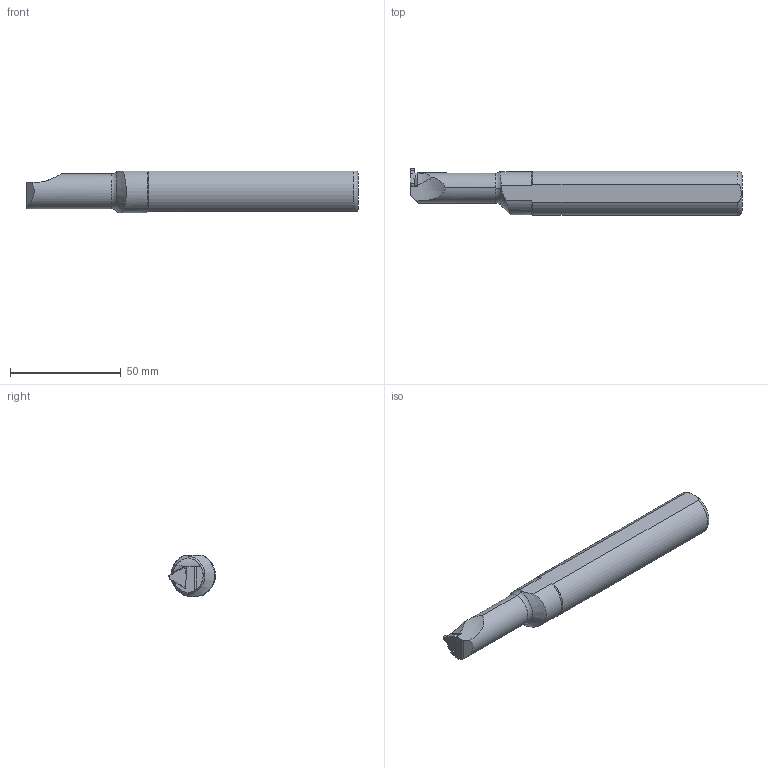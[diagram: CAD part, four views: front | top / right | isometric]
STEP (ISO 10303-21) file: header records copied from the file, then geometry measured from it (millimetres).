
FILE_DESCRIPTION(/* description */ (''),/* implementation_level */ '2;1');
FILE_NAME(/* name */ 'AIKT-QC11-L-20-_0.5-1.stp',/* time_stamp */ '2023-10-13T15:56:04+03:00',/* author */ (''),/* organization */ (''),/* preprocessor_version */ 'ST-DEVELOPER v19.4',/* originating_system */ 'SIEMENS PLM Software NX2306.3001',/* authorisation */ '');
FILE_SCHEMA (('AUTOMOTIVE_DESIGN { 1 0 10303 214 3 1 1 1 }'));
Length unit declared in the file: millimetre
Products named in the file (1): AIKT-QC11-R-20-_0.5-1_x_t_objects
Bounding box: 149.99 x 21.11 x 18.9 mm (x, y, z)
Volume: 39141.4 mm3; surface area: 9185.5 mm2
Topology: 2 solids, 2 shells, 52 faces, 142 edges, 94 vertices
Faces by surface type: plane 29, cylinder 13, cone 6, torus 3, bspline 1
Entity records: 2023 total; most frequent: CARTESIAN_POINT 694, ORIENTED_EDGE 280, DIRECTION 258, EDGE_CURVE 140, AXIS2_PLACEMENT_3D 95, VERTEX_POINT 93, LINE 68, VECTOR 68
